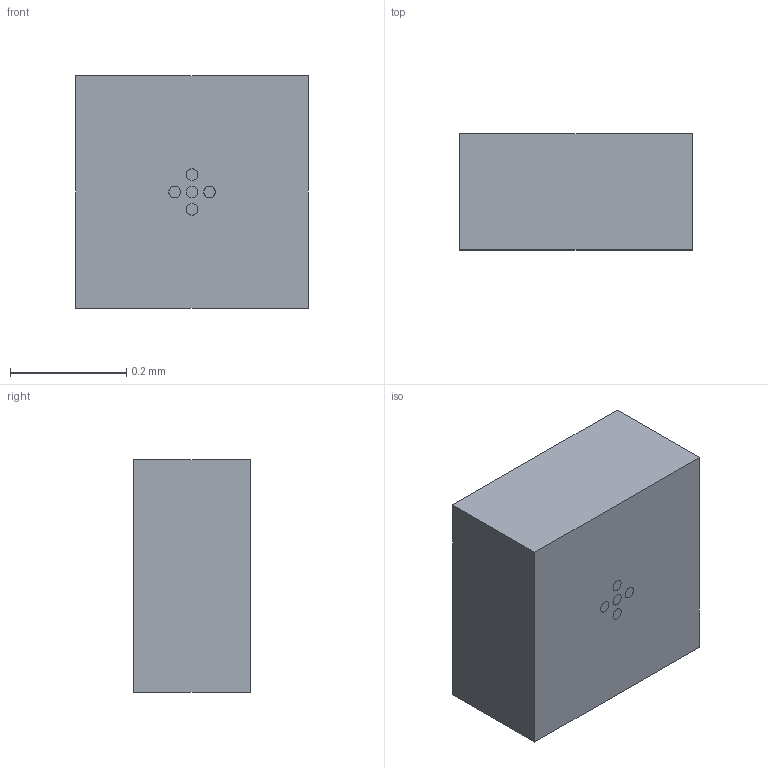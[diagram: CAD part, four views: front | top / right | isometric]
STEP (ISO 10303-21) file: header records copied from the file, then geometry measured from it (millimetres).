
FILE_DESCRIPTION(/* description */ (''),/* implementation_level */ '2;1');
FILE_NAME(/* name */ '5via_final.stp',/* time_stamp */ '2026-01-21T21:10:40+09:00',/* author */ ('K.LEE'),/* organization */ (''),/* preprocessor_version */ 'ST-DEVELOPER v20.1',/* originating_system */ 'Autodesk Inventor 2026',/* authorisation */ '');
FILE_SCHEMA (('AUTOMOTIVE_DESIGN { 1 0 10303 214 3 1 1 }'));
Length unit declared in the file: millimetre
Products named in the file (1): 5via
Bounding box: 0.4 x 0.2 x 0.4 mm (x, y, z)
Volume: 0 mm3; surface area: 0.8 mm2
Topology: 6 solids, 6 shells, 26 faces, 42 edges, 28 vertices
Faces by surface type: plane 16, cylinder 10
Full cylindrical faces by diameter (mm): 0.02 x10
Entity records: 673 total; most frequent: DIRECTION 116, CARTESIAN_POINT 97, ORIENTED_EDGE 84, AXIS2_PLACEMENT_3D 47, EDGE_CURVE 42, EDGE_LOOP 36, VERTEX_POINT 28, FACE_OUTER_BOUND 26
